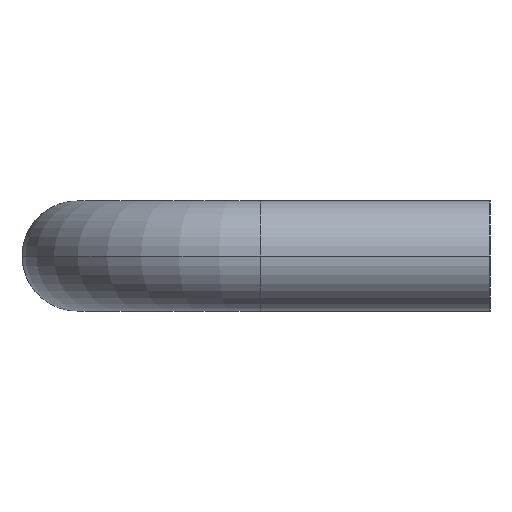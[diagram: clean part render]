
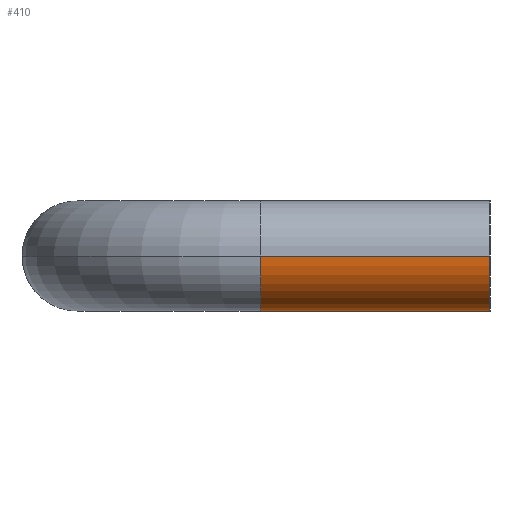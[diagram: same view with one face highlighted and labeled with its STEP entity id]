
A CAD part, left-side view. The second image highlights one B-rep face of the part: STEP entity #410.
In plain terms, the highlighted cylindrical face has radius 6 mm (diameter 12 mm), a partial arc.
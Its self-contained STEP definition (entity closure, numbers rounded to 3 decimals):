
#182=EDGE_CURVE('',#284,#366,#493,.T.);
#268=VERTEX_POINT('',#593);
#274=EDGE_CURVE('',#380,#284,#599,.T.);
#284=VERTEX_POINT('',#609);
#366=VERTEX_POINT('',#699);
#378=EDGE_CURVE('',#366,#268,#713,.T.);
#380=VERTEX_POINT('',#715);
#410=ADVANCED_FACE('',(#751),#752,.T.);
#444=EDGE_CURVE('',#268,#380,#789,.T.);
#493=LINE('',#836,#837);
#593=CARTESIAN_POINT('',(6.0,0.0,0.0));
#599=CIRCLE('',#968,6.0);
#609=CARTESIAN_POINT('',(-6.0,25.0,0.));
#699=CARTESIAN_POINT('',(-6.0,0.0,0.));
#713=CIRCLE('',#1117,6.0);
#715=CARTESIAN_POINT('',(6.0,25.0,0.0));
#751=FACE_OUTER_BOUND('',#1162,.T.);
#752=CYLINDRICAL_SURFACE('',#1163,6.0);
#789=LINE('',#1213,#1214);
#836=CARTESIAN_POINT('',(-6.0,12.5,0.));
#837=VECTOR('',#1255,1.0);
#968=AXIS2_PLACEMENT_3D('',#1403,#1404,#1405);
#1117=AXIS2_PLACEMENT_3D('',#1535,#1536,#1537);
#1162=EDGE_LOOP('',(#1595,#1596,#1597,#1598));
#1163=AXIS2_PLACEMENT_3D('',#1599,#1600,#1601);
#1213=CARTESIAN_POINT('',(6.0,12.5,0.));
#1214=VECTOR('',#1645,1.0);
#1255=DIRECTION('',(-0.0,-1.0,-0.0));
#1403=CARTESIAN_POINT('',(0.0,25.0,0.0));
#1404=DIRECTION('',(-0.0,1.0,0.0));
#1405=DIRECTION('',(1.0,0.0,0.0));
#1535=CARTESIAN_POINT('',(0.0,0.0,0.0));
#1536=DIRECTION('',(0.0,-1.0,0.0));
#1537=DIRECTION('',(1.0,0.0,0.0));
#1595=ORIENTED_EDGE('',*,*,#444,.F.);
#1596=ORIENTED_EDGE('',*,*,#378,.F.);
#1597=ORIENTED_EDGE('',*,*,#182,.F.);
#1598=ORIENTED_EDGE('',*,*,#274,.F.);
#1599=CARTESIAN_POINT('',(0.0,12.5,0.0));
#1600=DIRECTION('',(0.0,-1.0,-0.0));
#1601=DIRECTION('',(1.0,0.0,0.0));
#1645=DIRECTION('',(0.0,1.0,0.0));
